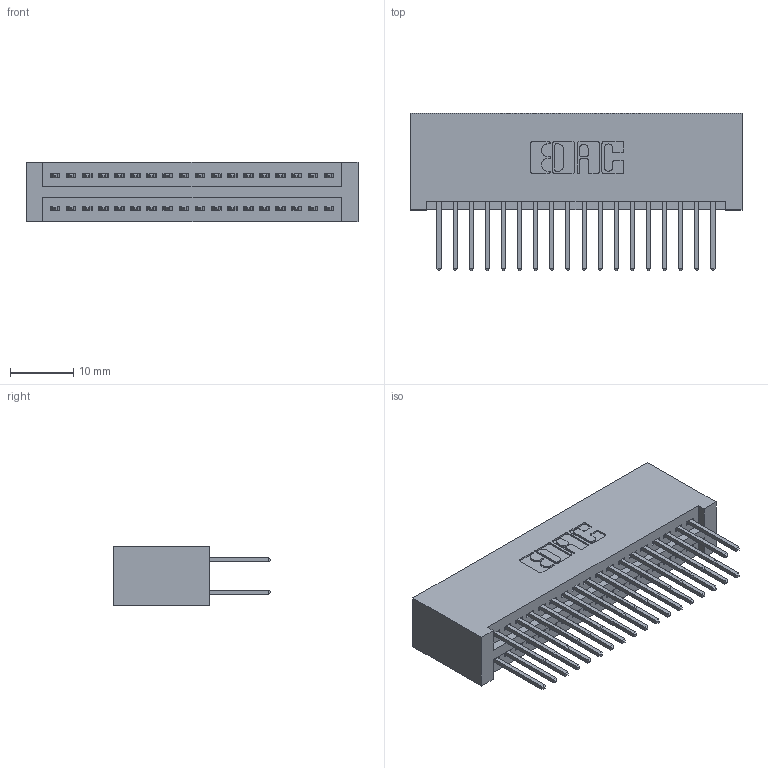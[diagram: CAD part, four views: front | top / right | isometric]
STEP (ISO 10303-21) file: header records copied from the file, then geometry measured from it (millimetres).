
FILE_DESCRIPTION (( 'STEP AP203' ), '1' );
FILE_NAME ('345-036-523-201.STEP', '2018-08-29T09:54:34', ( '' ), ( '' ), 'SwSTEP 2.0', 'SolidWorks 2016', '' );
FILE_SCHEMA (( 'CONFIG_CONTROL_DESIGN' ));
Length unit declared in the file: inch
Products named in the file (3): 345 Part_No Mounting Lugs; 345-292-001_345-293-123; 345-036-523-201
Assembly tree (37 placements, depth 2):
  345-036-523-201
    345 Part_No Mounting Lugs
    345-292-001_345-293-123  x36
Bounding box: 52.32 x 24.82 x 9.4 mm (x, y, z)
Volume: 5549.7 mm3; surface area: 8372.9 mm2
Topology: 37 solids, 37 shells, 1918 faces, 5681 edges, 3738 vertices
Faces by surface type: plane 1264, cylinder 654
Entity records: 17095 total; most frequent: CARTESIAN_POINT 2888, ORIENTED_EDGE 2822, DIRECTION 2571, EDGE_CURVE 1411, LINE 1215, VECTOR 1215, VERTEX_POINT 938, AXIS2_PLACEMENT_3D 678
